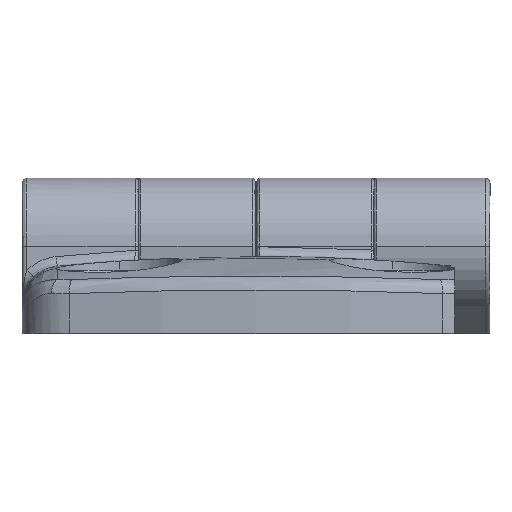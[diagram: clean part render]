
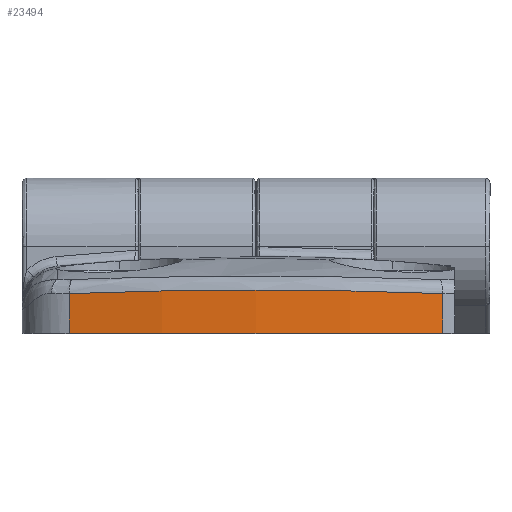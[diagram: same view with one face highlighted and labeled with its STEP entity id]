
A CAD part, top view. The second image highlights one B-rep face of the part: STEP entity #23494.
In plain terms, the highlighted cylindrical face has radius 100 mm (diameter 200 mm), a partial arc.
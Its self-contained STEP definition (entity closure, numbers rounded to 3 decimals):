
#195 = CARTESIAN_POINT ( 'NONE',  ( 12.287, 4.319, 25.465 ) ) ;
#558 = EDGE_LOOP ( 'NONE', ( #2651, #5333, #8537, #12244, #16057 ) ) ;
#592 = CARTESIAN_POINT ( 'NONE',  ( 13.023, 4.305, 25.387 ) ) ;
#635 = VERTEX_POINT ( 'NONE', #15005 ) ;
#1134 = CARTESIAN_POINT ( 'NONE',  ( -17.198, 4.064, 24.15 ) ) ;
#1204 = DIRECTION ( 'NONE',  ( 0., 1., 0. ) ) ;
#1425 = EDGE_CURVE ( 'NONE', #8462, #9779, #16456, .T. ) ;
#1549 = CARTESIAN_POINT ( 'NONE',  ( -5.684, 4.362, 25.709 ) ) ;
#2053 = VECTOR ( 'NONE', #1204, 1000. ) ;
#2209 = CARTESIAN_POINT ( 'NONE',  ( 5.246, 4.412, 26. ) ) ;
#2651 = ORIENTED_EDGE ( 'NONE', *, *, #6672, .F. ) ;
#2879 = AXIS2_PLACEMENT_3D ( 'NONE', #23161, #23247, #8381 ) ;
#3432 = CARTESIAN_POINT ( 'NONE',  ( -6.953, 4.344, 25.603 ) ) ;
#4013 = CARTESIAN_POINT ( 'NONE',  ( 13.646, 4.292, 25.315 ) ) ;
#4055 = VECTOR ( 'NONE', #14787, 1000. ) ;
#4260 = CARTESIAN_POINT ( 'NONE',  ( 1.951, 4.412, 26. ) ) ;
#4536 = EDGE_CURVE ( 'NONE', #635, #8462, #7042, .T. ) ;
#4886 = CARTESIAN_POINT ( 'NONE',  ( 21.1, 7.9, 24.149 ) ) ;
#5320 = CARTESIAN_POINT ( 'NONE',  ( -7.461, 4.336, 25.556 ) ) ;
#5333 = ORIENTED_EDGE ( 'NONE', *, *, #11858, .F. ) ;
#5805 = CARTESIAN_POINT ( 'NONE',  ( 14.881, 4.264, 25.164 ) ) ;
#5974 = CARTESIAN_POINT ( 'NONE',  ( 18.08, 4.177, 24.704 ) ) ;
#6223 = CARTESIAN_POINT ( 'NONE',  ( 15.691, 4.244, 25.055 ) ) ;
#6672 = EDGE_CURVE ( 'NONE', #16669, #14736, #23957, .T. ) ;
#7042 = LINE ( 'NONE', #4886, #2053 ) ;
#7196 = CARTESIAN_POINT ( 'NONE',  ( -7.582, 4.334, 25.545 ) ) ;
#7696 = CARTESIAN_POINT ( 'NONE',  ( 21.1, 4.064, 24.15 ) ) ;
#8381 = DIRECTION ( 'NONE',  ( 0., 0., -1. ) ) ;
#8462 = VERTEX_POINT ( 'NONE', #12002 ) ;
#8537 = ORIENTED_EDGE ( 'NONE', *, *, #4536, .T. ) ;
#9016 = CARTESIAN_POINT ( 'NONE',  ( 1.951, 4.412, 26. ) ) ;
#9102 = CARTESIAN_POINT ( 'NONE',  ( -7.617, 4.333, 25.541 ) ) ;
#9686 = CARTESIAN_POINT ( 'NONE',  ( 1.951, 0., -74. ) ) ;
#9757 = CARTESIAN_POINT ( 'NONE',  ( 11.917, 4.326, 25.502 ) ) ;
#9779 = VERTEX_POINT ( 'NONE', #20184 ) ;
#10864 = CARTESIAN_POINT ( 'NONE',  ( -1.316, 4.405, 25.959 ) ) ;
#10947 = CARTESIAN_POINT ( 'NONE',  ( -14.229, 4.185, 24.729 ) ) ;
#11533 = DIRECTION ( 'NONE',  ( 0., 0., -1. ) ) ;
#11769 = CARTESIAN_POINT ( 'NONE',  ( 8.449, 4.386, 25.837 ) ) ;
#11858 = EDGE_CURVE ( 'NONE', #635, #16669, #17686, .T. ) ;
#12002 = CARTESIAN_POINT ( 'NONE',  ( 21.1, 4.064, 24.15 ) ) ;
#12244 = ORIENTED_EDGE ( 'NONE', *, *, #1425, .T. ) ;
#12262 = EDGE_CURVE ( 'NONE', #9779, #14736, #15539, .T. ) ;
#12580 = CARTESIAN_POINT ( 'NONE',  ( 0.306, 4.412, 26. ) ) ;
#12735 = CARTESIAN_POINT ( 'NONE',  ( -4.505, 4.377, 25.794 ) ) ;
#12856 = CARTESIAN_POINT ( 'NONE',  ( -17.198, 16.02, 24.149 ) ) ;
#13724 = CARTESIAN_POINT ( 'NONE',  ( 11.573, 4.332, 25.536 ) ) ;
#13855 = FACE_OUTER_BOUND ( 'NONE', #558, .T. ) ;
#14591 = CARTESIAN_POINT ( 'NONE',  ( -6.272, 4.354, 25.663 ) ) ;
#14736 = VERTEX_POINT ( 'NONE', #1134 ) ;
#14787 = DIRECTION ( 'NONE',  ( 0., 1., 0. ) ) ;
#15005 = CARTESIAN_POINT ( 'NONE',  ( 21.1, 0., 24.149 ) ) ;
#15181 = CARTESIAN_POINT ( 'NONE',  ( 11.599, 4.332, 25.533 ) ) ;
#15267 = CARTESIAN_POINT ( 'NONE',  ( 11.639, 4.331, 25.53 ) ) ;
#15539 = B_SPLINE_CURVE_WITH_KNOTS ( 'NONE', 3,
 ( #9016, #12580, #10864, #23965, #12735, #1549, #14591, #3432, #16501, #5320, #18392, #7196, #20290, #9102, #22154, #10947, #24045 ),
 .UNSPECIFIED., .F., .F.,
 ( 4, 2, 2, 1, 1, 1, 1, 1, 2, 2, 4 ),
 ( 0., 0.25, 0.375, 0.437, 0.469, 0.484, 0.492, 0.496, 0.498, 0.5, 1. ),
 .UNSPECIFIED. ) ;
#16057 = ORIENTED_EDGE ( 'NONE', *, *, #12262, .T. ) ;
#16456 = B_SPLINE_CURVE_WITH_KNOTS ( 'NONE', 3,
 ( #7696, #22740, #5974, #6223, #5805, #4013, #592, #195, #9757, #21183, #15267, #15181, #13724, #22976, #11769, #2209, #4260 ),
 .UNSPECIFIED., .F., .F.,
 ( 4, 2, 2, 1, 1, 1, 1, 1, 2, 2, 4 ),
 ( 0., 0.25, 0.375, 0.437, 0.469, 0.484, 0.492, 0.496, 0.498, 0.5, 1. ),
 .UNSPECIFIED. ) ;
#16477 = CYLINDRICAL_SURFACE ( 'NONE', #2879, 100. ) ;
#16501 = CARTESIAN_POINT ( 'NONE',  ( -7.292, 4.338, 25.572 ) ) ;
#16669 = VERTEX_POINT ( 'NONE', #21960 ) ;
#17686 = CIRCLE ( 'NONE', #18827, 100. ) ;
#18392 = CARTESIAN_POINT ( 'NONE',  ( -7.546, 4.334, 25.548 ) ) ;
#18827 = AXIS2_PLACEMENT_3D ( 'NONE', #9686, #22756, #11533 ) ;
#20184 = CARTESIAN_POINT ( 'NONE',  ( 1.951, 4.412, 26. ) ) ;
#20290 = CARTESIAN_POINT ( 'NONE',  ( -7.607, 4.333, 25.542 ) ) ;
#21183 = CARTESIAN_POINT ( 'NONE',  ( 11.732, 4.329, 25.521 ) ) ;
#21960 = CARTESIAN_POINT ( 'NONE',  ( -17.198, 0., 24.149 ) ) ;
#22154 = CARTESIAN_POINT ( 'NONE',  ( -11.037, 4.274, 25.212 ) ) ;
#22740 = CARTESIAN_POINT ( 'NONE',  ( 19.618, 4.124, 24.439 ) ) ;
#22756 = DIRECTION ( 'NONE',  ( 0., -1., 0. ) ) ;
#22976 = CARTESIAN_POINT ( 'NONE',  ( 11.558, 4.332, 25.537 ) ) ;
#23161 = CARTESIAN_POINT ( 'NONE',  ( 1.951, 7.9, -74. ) ) ;
#23247 = DIRECTION ( 'NONE',  ( 0., -1., 0. ) ) ;
#23494 = ADVANCED_FACE ( 'NONE', ( #13855 ), #16477, .T. ) ;
#23957 = LINE ( 'NONE', #12856, #4055 ) ;
#23965 = CARTESIAN_POINT ( 'NONE',  ( -3.712, 4.386, 25.843 ) ) ;
#24045 = CARTESIAN_POINT ( 'NONE',  ( -17.198, 4.064, 24.15 ) ) ;
